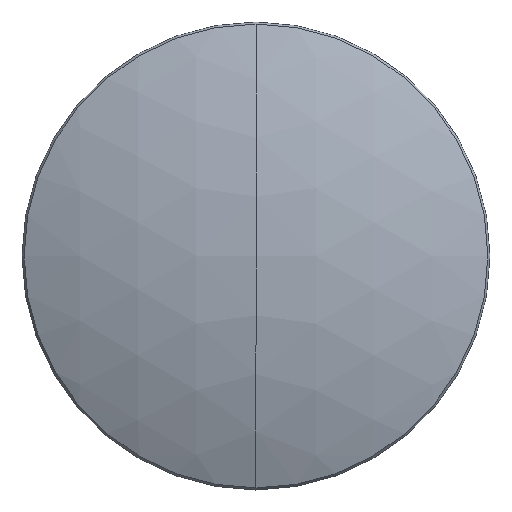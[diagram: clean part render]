
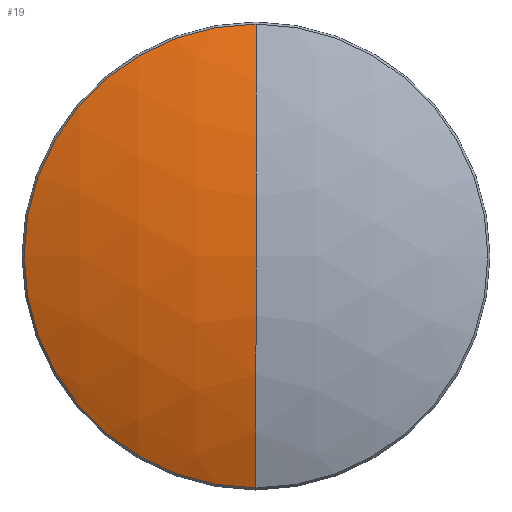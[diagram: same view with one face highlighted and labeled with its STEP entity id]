
A CAD part, top view. The second image highlights one B-rep face of the part: STEP entity #19.
In plain terms, the highlighted spherical face has radius 63 mm.
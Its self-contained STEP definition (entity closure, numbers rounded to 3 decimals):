
#1 = DIRECTION ( 'NONE',  ( -1., 0., 0. ) ) ;
#2 = AXIS2_PLACEMENT_3D ( 'NONE', #162, #357, #195 ) ;
#3 = CARTESIAN_POINT ( 'NONE',  ( 0., 0., -58.862 ) ) ;
#5 = VERTEX_POINT ( 'NONE', #289 ) ;
#7 = DIRECTION ( 'NONE',  ( 0., 0., 1. ) ) ;
#19 = ADVANCED_FACE ( 'NONE', ( #320 ), #352, .T. ) ;
#34 = DIRECTION ( 'NONE',  ( 0., 0., -1. ) ) ;
#38 = CARTESIAN_POINT ( 'NONE',  ( 0., 0., -1.11 ) ) ;
#41 = ORIENTED_EDGE ( 'NONE', *, *, #288, .T. ) ;
#43 = CARTESIAN_POINT ( 'NONE',  ( 0., 0., 4.138 ) ) ;
#51 = CIRCLE ( 'NONE', #153, 25.172 ) ;
#55 = CARTESIAN_POINT ( 'NONE',  ( 0., 0., -58.862 ) ) ;
#59 = CIRCLE ( 'NONE', #2, 63. ) ;
#69 = DIRECTION ( 'NONE',  ( -1., 0., 0. ) ) ;
#81 = DIRECTION ( 'NONE',  ( 0., 1., 0. ) ) ;
#111 = AXIS2_PLACEMENT_3D ( 'NONE', #3, #212, #34 ) ;
#112 = CIRCLE ( 'NONE', #317, 25.172 ) ;
#114 = VERTEX_POINT ( 'NONE', #43 ) ;
#151 = ORIENTED_EDGE ( 'NONE', *, *, #273, .F. ) ;
#153 = AXIS2_PLACEMENT_3D ( 'NONE', #182, #7, #213 ) ;
#158 = EDGE_CURVE ( 'NONE', #271, #5, #112, .T. ) ;
#162 = CARTESIAN_POINT ( 'NONE',  ( 0., 0., -58.862 ) ) ;
#170 = AXIS2_PLACEMENT_3D ( 'NONE', #55, #1, #81 ) ;
#173 = ORIENTED_EDGE ( 'NONE', *, *, #220, .T. ) ;
#182 = CARTESIAN_POINT ( 'NONE',  ( 0., 0., -1.11 ) ) ;
#195 = DIRECTION ( 'NONE',  ( 0., -1., 0. ) ) ;
#200 = CARTESIAN_POINT ( 'NONE',  ( -25.172, 0., -1.11 ) ) ;
#212 = DIRECTION ( 'NONE',  ( 1., 0., 0. ) ) ;
#213 = DIRECTION ( 'NONE',  ( -1., 0., 0. ) ) ;
#220 = EDGE_CURVE ( 'NONE', #5, #114, #59, .T. ) ;
#247 = DIRECTION ( 'NONE',  ( 0., 0., 1. ) ) ;
#271 = VERTEX_POINT ( 'NONE', #200 ) ;
#273 = EDGE_CURVE ( 'NONE', #305, #114, #353, .T. ) ;
#274 = EDGE_LOOP ( 'NONE', ( #41, #279, #173, #151 ) ) ;
#279 = ORIENTED_EDGE ( 'NONE', *, *, #158, .T. ) ;
#288 = EDGE_CURVE ( 'NONE', #305, #271, #51, .T. ) ;
#289 = CARTESIAN_POINT ( 'NONE',  ( 0., -25.172, -1.11 ) ) ;
#305 = VERTEX_POINT ( 'NONE', #346 ) ;
#317 = AXIS2_PLACEMENT_3D ( 'NONE', #38, #247, #69 ) ;
#320 = FACE_OUTER_BOUND ( 'NONE', #274, .T. ) ;
#346 = CARTESIAN_POINT ( 'NONE',  ( 0., 25.172, -1.11 ) ) ;
#352 = SPHERICAL_SURFACE ( 'NONE', #170, 63. ) ;
#353 = CIRCLE ( 'NONE', #111, 63. ) ;
#357 = DIRECTION ( 'NONE',  ( -1., 0., 0. ) ) ;
